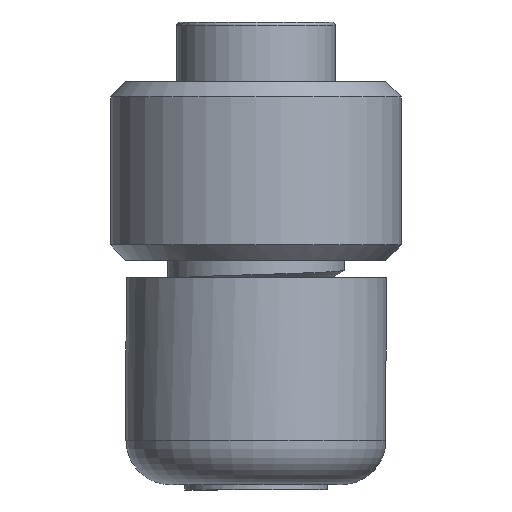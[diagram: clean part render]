
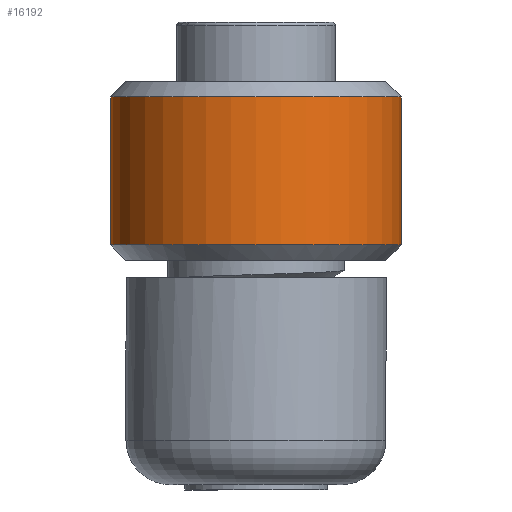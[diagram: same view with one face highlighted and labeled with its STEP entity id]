
A CAD part, front view. The second image highlights one B-rep face of the part: STEP entity #16192.
In plain terms, the highlighted cylindrical face has radius 10.348 mm (diameter 20.697 mm), a full revolution.
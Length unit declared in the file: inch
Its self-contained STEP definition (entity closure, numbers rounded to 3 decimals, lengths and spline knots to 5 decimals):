
#687=FACE_BOUND('',#2742,.T.);
#813=CYLINDRICAL_SURFACE('',#18089,0.40741);
#1809=FACE_OUTER_BOUND('',#2741,.T.);
#2741=EDGE_LOOP('',(#13497));
#2742=EDGE_LOOP('',(#13498));
#5088=CIRCLE('',#18090,0.40741);
#5089=CIRCLE('',#18091,0.40741);
#6495=VERTEX_POINT('',#44820);
#6496=VERTEX_POINT('',#44822);
#8886=EDGE_CURVE('',#6495,#6495,#5088,.T.);
#8887=EDGE_CURVE('',#6496,#6496,#5089,.T.);
#13497=ORIENTED_EDGE('',*,*,#8886,.F.);
#13498=ORIENTED_EDGE('',*,*,#8887,.T.);
#16192=ADVANCED_FACE('',(#1809,#687),#813,.T.);
#18089=AXIS2_PLACEMENT_3D('',#44819,#21771,#21772);
#18090=AXIS2_PLACEMENT_3D('',#44821,#21773,#21774);
#18091=AXIS2_PLACEMENT_3D('',#44823,#21775,#21776);
#21771=DIRECTION('center_axis',(0.,0.,-1.));
#21772=DIRECTION('ref_axis',(0.,1.,0.));
#21773=DIRECTION('center_axis',(0.,0.,-1.));
#21774=DIRECTION('ref_axis',(1.,0.,0.));
#21775=DIRECTION('center_axis',(0.,0.,-1.));
#21776=DIRECTION('ref_axis',(1.,0.,0.));
#44819=CARTESIAN_POINT('Origin',(0.,0.,-0.418));
#44820=CARTESIAN_POINT('',(0.,0.40741,-0.62559));
#44821=CARTESIAN_POINT('Origin',(0.,0.,-0.62559));
#44822=CARTESIAN_POINT('',(0.,0.40741,-0.21041));
#44823=CARTESIAN_POINT('Origin',(0.,0.,-0.21041));
